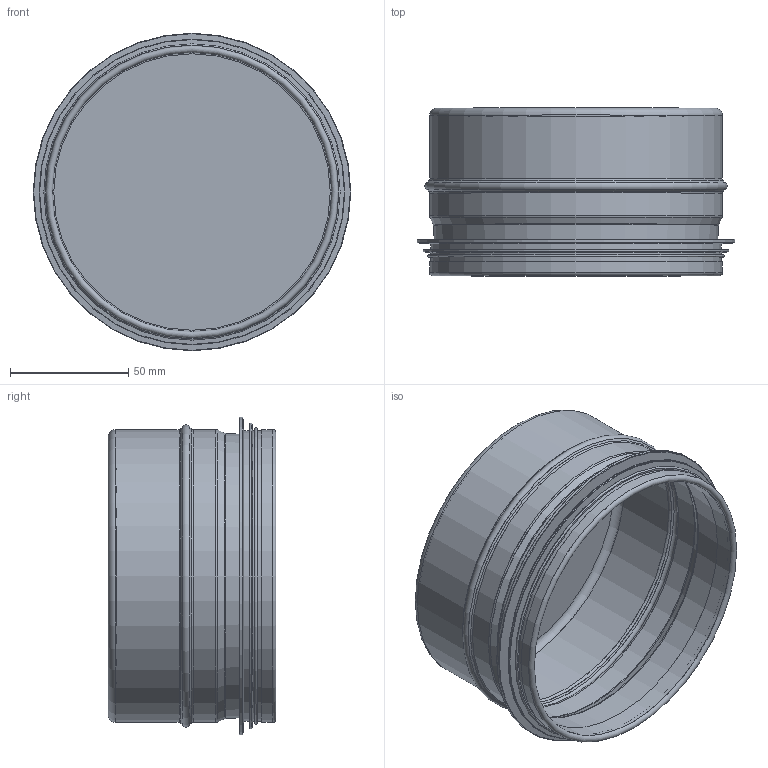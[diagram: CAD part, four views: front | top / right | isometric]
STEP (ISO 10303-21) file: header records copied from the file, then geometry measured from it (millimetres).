
FILE_DESCRIPTION((''),'2;1');
FILE_NAME('HÄL-125.stp','2014-02-21T11:12:38',(''),(''),'Autodesk Inventor 2013','Autodesk Inventor 2013','');
FILE_SCHEMA(('AUTOMOTIVE_DESIGN { 1 2 10303 214 0 1 1 1 }'));
Length unit declared in the file: millimetre
Products named in the file (3): HÄL-125; HälRörämne-125; 999004
Assembly tree (2 placements, depth 2):
  HÄL-125
    HälRörämne-125
    999004
Bounding box: 134.45 x 71 x 134.45 mm (x, y, z)
Volume: 34511.9 mm3; surface area: 104140.1 mm2
Topology: 2 solids, 2 shells, 52 faces, 95 edges, 51 vertices
Faces by surface type: torus 20, cylinder 14, cone 10, plane 8
Full cylindrical faces by diameter (mm): 118.25 x1, 119.25 x1, 120.45 x1, 123.05 x6, 124.05 x3, 129.45 x1, 134.45 x1
Entity records: 1194 total; most frequent: DIRECTION 216, CARTESIAN_POINT 159, AXIS2_PLACEMENT_3D 108, ORIENTED_EDGE 102, EDGE_LOOP 102, STYLED_ITEM 54, FACE_OUTER_BOUND 52, ADVANCED_FACE 52
